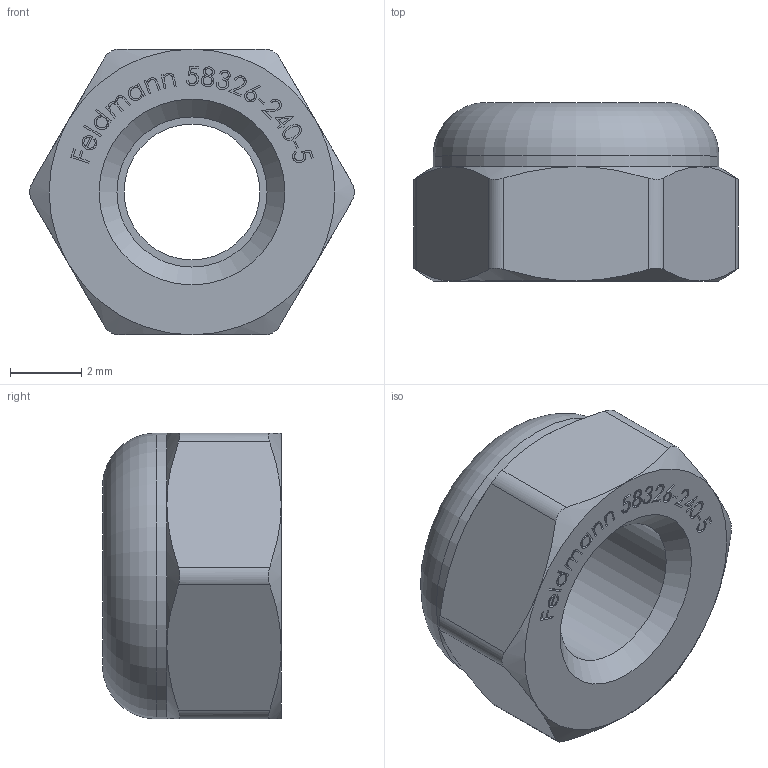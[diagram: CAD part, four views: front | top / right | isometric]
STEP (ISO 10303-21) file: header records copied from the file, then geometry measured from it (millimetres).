
FILE_DESCRIPTION (( 'STEP AP203' ), '1' );
FILE_NAME ('58326-240-5.step', '2021-12-10T09:48:48', ( '' ), ( '' ), 'SwSTEP 2.0', 'SolidWorks 2018', '' );
FILE_SCHEMA (( 'CONFIG_CONTROL_DESIGN' ));
Length unit declared in the file: millimetre
Products named in the file (2): 58326-240-5
Bounding box: 9.08 x 4.99 x 8 mm (x, y, z)
Volume: 181.4 mm3; surface area: 342.2 mm2
Topology: 2 solids, 2 shells, 295 faces, 774 edges, 512 vertices
Faces by surface type: plane 143, bspline 125, cone 14, cylinder 12, torus 1
Full cylindrical faces by diameter (mm): 3.8 x1, 4.2 x2, 6.2 x2, 8 x1
Entity records: 16201 total; most frequent: CARTESIAN_POINT 9721, ORIENTED_EDGE 1526, DIRECTION 846, EDGE_CURVE 763, VERTEX_POINT 509, LINE 452, VECTOR 452, EDGE_LOOP 336
